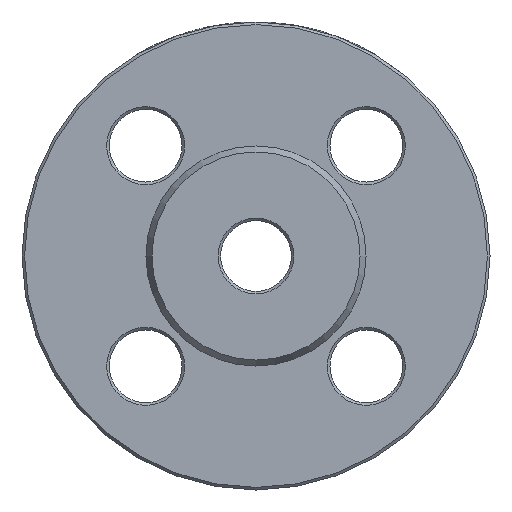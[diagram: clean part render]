
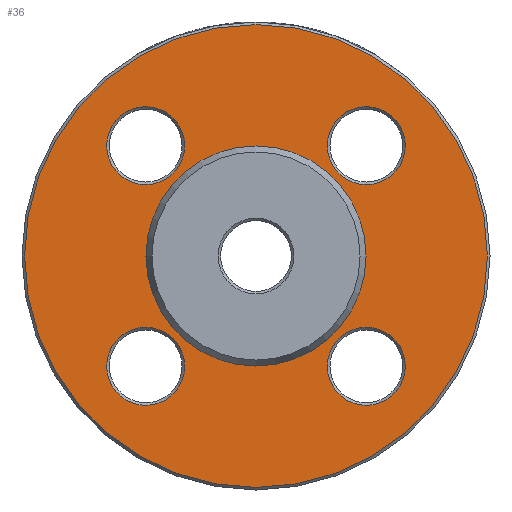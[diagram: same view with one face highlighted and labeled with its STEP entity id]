
A CAD part, left-side view. The second image highlights one B-rep face of the part: STEP entity #36.
In plain terms, the highlighted planar face has unit normal (-1, 0, 0).
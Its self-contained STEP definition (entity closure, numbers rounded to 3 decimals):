
#36 = ADVANCED_FACE ( 'NONE', ( #3782, #769, #283, #5510, #1604, #343 ), #2070, .F. ) ;
#43 = AXIS2_PLACEMENT_3D ( 'NONE', #1896, #2706, #513 ) ;
#95 = EDGE_CURVE ( 'NONE', #2210, #2210, #5508, .T. ) ;
#117 = EDGE_LOOP ( 'NONE', ( #2222 ) ) ;
#130 = AXIS2_PLACEMENT_3D ( 'NONE', #1949, #3327, #4120 ) ;
#257 = EDGE_LOOP ( 'NONE', ( #4781 ) ) ;
#283 = FACE_BOUND ( 'NONE', #117, .T. ) ;
#343 = FACE_BOUND ( 'NONE', #1201, .T. ) ;
#370 = EDGE_CURVE ( 'NONE', #5110, #5110, #757, .T. ) ;
#457 = EDGE_LOOP ( 'NONE', ( #2953 ) ) ;
#513 = DIRECTION ( 'NONE',  ( 0., 0., 1. ) ) ;
#537 = CIRCLE ( 'NONE', #3843, 7.5 ) ;
#671 = AXIS2_PLACEMENT_3D ( 'NONE', #2937, #2535, #3362 ) ;
#757 = CIRCLE ( 'NONE', #4783, 7.5 ) ;
#769 = FACE_BOUND ( 'NONE', #3001, .T. ) ;
#776 = CARTESIAN_POINT ( 'NONE',  ( 2., -21.213, 21.213 ) ) ;
#832 = EDGE_CURVE ( 'NONE', #2153, #2153, #1867, .T. ) ;
#852 = CARTESIAN_POINT ( 'NONE',  ( 2., -21.213, 28.713 ) ) ;
#908 = DIRECTION ( 'NONE',  ( -1., 0., 0. ) ) ;
#933 = VERTEX_POINT ( 'NONE', #3106 ) ;
#1154 = DIRECTION ( 'NONE',  ( 1., 0., 0. ) ) ;
#1201 = EDGE_LOOP ( 'NONE', ( #2717 ) ) ;
#1229 = CARTESIAN_POINT ( 'NONE',  ( 2., 21.213, -21.213 ) ) ;
#1284 = VERTEX_POINT ( 'NONE', #852 ) ;
#1519 = DIRECTION ( 'NONE',  ( 1., 0., 0. ) ) ;
#1604 = FACE_OUTER_BOUND ( 'NONE', #257, .T. ) ;
#1785 = CIRCLE ( 'NONE', #3797, 7.5 ) ;
#1845 = CIRCLE ( 'NONE', #2868, 44.5 ) ;
#1867 = CIRCLE ( 'NONE', #130, 7.5 ) ;
#1896 = CARTESIAN_POINT ( 'NONE',  ( 2., 0., 0. ) ) ;
#1949 = CARTESIAN_POINT ( 'NONE',  ( 2., -21.213, -21.213 ) ) ;
#1957 = EDGE_LOOP ( 'NONE', ( #3341 ) ) ;
#2070 = PLANE ( 'NONE',  #671 ) ;
#2153 = VERTEX_POINT ( 'NONE', #2997 ) ;
#2173 = EDGE_CURVE ( 'NONE', #1284, #1284, #537, .T. ) ;
#2210 = VERTEX_POINT ( 'NONE', #5193 ) ;
#2222 = ORIENTED_EDGE ( 'NONE', *, *, #3670, .T. ) ;
#2471 = CARTESIAN_POINT ( 'NONE',  ( 2., 21.213, 21.213 ) ) ;
#2483 = DIRECTION ( 'NONE',  ( 0., 0., 1. ) ) ;
#2535 = DIRECTION ( 'NONE',  ( 1., 0., 0. ) ) ;
#2559 = CARTESIAN_POINT ( 'NONE',  ( 2., 21.213, -28.713 ) ) ;
#2695 = VERTEX_POINT ( 'NONE', #4905 ) ;
#2706 = DIRECTION ( 'NONE',  ( -1., 0., 0. ) ) ;
#2717 = ORIENTED_EDGE ( 'NONE', *, *, #95, .F. ) ;
#2868 = AXIS2_PLACEMENT_3D ( 'NONE', #3528, #908, #3026 ) ;
#2937 = CARTESIAN_POINT ( 'NONE',  ( 2., 21.155, 0. ) ) ;
#2953 = ORIENTED_EDGE ( 'NONE', *, *, #370, .T. ) ;
#2966 = DIRECTION ( 'NONE',  ( 0., 0., -1. ) ) ;
#2997 = CARTESIAN_POINT ( 'NONE',  ( 2., -28.713, -21.213 ) ) ;
#3001 = EDGE_LOOP ( 'NONE', ( #5337 ) ) ;
#3026 = DIRECTION ( 'NONE',  ( 0., 0., -1. ) ) ;
#3106 = CARTESIAN_POINT ( 'NONE',  ( 2., 28.713, 21.213 ) ) ;
#3327 = DIRECTION ( 'NONE',  ( 1., 0., 0. ) ) ;
#3341 = ORIENTED_EDGE ( 'NONE', *, *, #832, .T. ) ;
#3362 = DIRECTION ( 'NONE',  ( 0., 0., -1. ) ) ;
#3528 = CARTESIAN_POINT ( 'NONE',  ( 2., 0., 0. ) ) ;
#3670 = EDGE_CURVE ( 'NONE', #933, #933, #1785, .T. ) ;
#3782 = FACE_BOUND ( 'NONE', #1957, .T. ) ;
#3797 = AXIS2_PLACEMENT_3D ( 'NONE', #2471, #1519, #5105 ) ;
#3843 = AXIS2_PLACEMENT_3D ( 'NONE', #776, #1154, #2483 ) ;
#4120 = DIRECTION ( 'NONE',  ( 0., -1., 0. ) ) ;
#4678 = EDGE_CURVE ( 'NONE', #2695, #2695, #1845, .T. ) ;
#4781 = ORIENTED_EDGE ( 'NONE', *, *, #4678, .T. ) ;
#4783 = AXIS2_PLACEMENT_3D ( 'NONE', #1229, #5111, #2966 ) ;
#4905 = CARTESIAN_POINT ( 'NONE',  ( 2., 0., -44.5 ) ) ;
#5105 = DIRECTION ( 'NONE',  ( 0., 1., 0. ) ) ;
#5110 = VERTEX_POINT ( 'NONE', #2559 ) ;
#5111 = DIRECTION ( 'NONE',  ( 1., 0., 0. ) ) ;
#5193 = CARTESIAN_POINT ( 'NONE',  ( 2., 0., 21.155 ) ) ;
#5337 = ORIENTED_EDGE ( 'NONE', *, *, #2173, .T. ) ;
#5508 = CIRCLE ( 'NONE', #43, 21.155 ) ;
#5510 = FACE_BOUND ( 'NONE', #457, .T. ) ;
